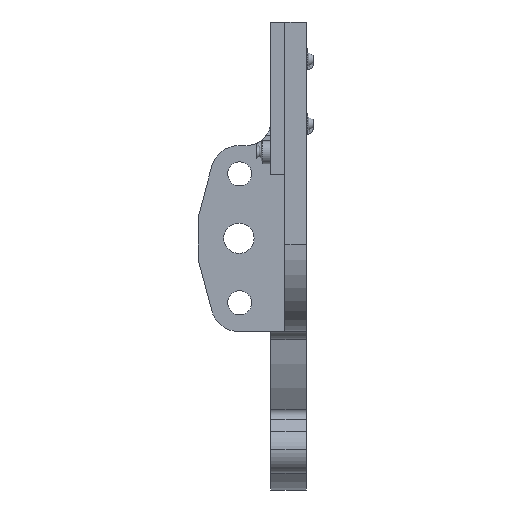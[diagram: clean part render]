
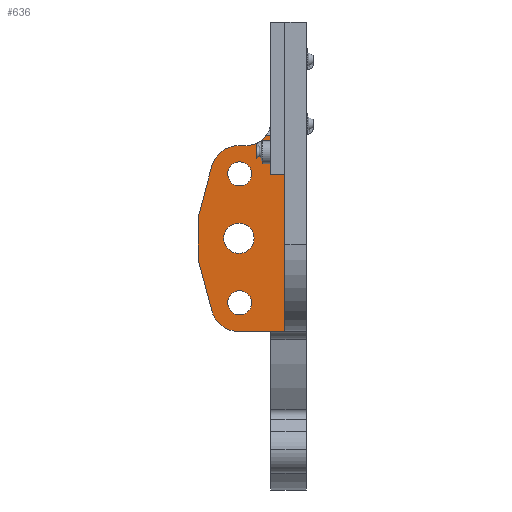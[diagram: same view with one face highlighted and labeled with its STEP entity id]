
A CAD part, front view. The second image highlights one B-rep face of the part: STEP entity #636.
In plain terms, the highlighted planar face has unit normal (0, -1, 0).
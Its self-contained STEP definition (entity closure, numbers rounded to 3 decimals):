
#34=CARTESIAN_POINT('',(40.112,101.33,15.483));
#35=VERTEX_POINT('',#34);
#75=CARTESIAN_POINT('',(40.112,101.33,37.425));
#76=VERTEX_POINT('',#75);
#83=CARTESIAN_POINT('',(40.112,101.33,37.425));
#84=DIRECTION('',(0.,0.,-1.));
#85=VECTOR('',#84,21.942);
#86=LINE('',#83,#85);
#87=EDGE_CURVE('',#76,#35,#86,.T.);
#407=CARTESIAN_POINT('',(28.036,101.33,31.532));
#408=VERTEX_POINT('',#407);
#423=CARTESIAN_POINT('',(28.036,101.33,25.438));
#424=VERTEX_POINT('',#423);
#431=CARTESIAN_POINT('',(28.036,101.33,31.532));
#432=DIRECTION('',(0.,0.,-1.));
#433=VECTOR('',#432,6.094);
#434=LINE('',#431,#433);
#435=EDGE_CURVE('',#408,#424,#434,.T.);
#445=CARTESIAN_POINT('',(34.836,101.33,41.455));
#446=VERTEX_POINT('',#445);
#447=CARTESIAN_POINT('',(33.744,101.33,41.455));
#448=VERTEX_POINT('',#447);
#449=CARTESIAN_POINT('',(34.836,101.33,41.455));
#450=DIRECTION('',(-1.,0.,0.));
#451=VECTOR('',#450,1.091);
#452=LINE('',#449,#451);
#453=EDGE_CURVE('',#446,#448,#452,.T.);
#480=CARTESIAN_POINT('',(43.136,101.33,41.099));
#481=DIRECTION('',(0.,-1.,0.));
#482=DIRECTION('',(0.,0.,-1.));
#483=AXIS2_PLACEMENT_3D('',#480,#481,#482);
#484=PLANE('',#483);
#485=CARTESIAN_POINT('',(33.7,101.33,30.621));
#486=VERTEX_POINT('',#485);
#487=CARTESIAN_POINT('',(33.7,101.33,26.379));
#488=VERTEX_POINT('',#487);
#489=CARTESIAN_POINT('',(33.7,101.33,28.5));
#490=DIRECTION('',(0.,-1.,0.));
#491=DIRECTION('',(0.,0.,-1.));
#492=AXIS2_PLACEMENT_3D('',#489,#490,#491);
#493=CIRCLE('',#492,2.121);
#494=EDGE_CURVE('',#486,#488,#493,.T.);
#495=ORIENTED_EDGE('',*,*,#494,.F.);
#496=CARTESIAN_POINT('',(33.7,101.33,28.5));
#497=DIRECTION('',(0.,-1.,0.));
#498=DIRECTION('',(0.,0.,-1.));
#499=AXIS2_PLACEMENT_3D('',#496,#497,#498);
#500=CIRCLE('',#499,2.121);
#501=EDGE_CURVE('',#488,#486,#500,.T.);
#502=ORIENTED_EDGE('',*,*,#501,.F.);
#503=EDGE_LOOP('',(#495,#502));
#504=FACE_BOUND('',#503,.T.);
#505=CARTESIAN_POINT('',(33.8,101.33,21.18));
#506=VERTEX_POINT('',#505);
#507=CARTESIAN_POINT('',(33.8,101.33,17.82));
#508=VERTEX_POINT('',#507);
#509=CARTESIAN_POINT('',(33.8,101.33,19.5));
#510=DIRECTION('',(0.,-1.,0.));
#511=DIRECTION('',(0.,0.,-1.));
#512=AXIS2_PLACEMENT_3D('',#509,#510,#511);
#513=CIRCLE('',#512,1.68);
#514=EDGE_CURVE('',#506,#508,#513,.T.);
#515=ORIENTED_EDGE('',*,*,#514,.F.);
#516=CARTESIAN_POINT('',(33.8,101.33,19.5));
#517=DIRECTION('',(0.,-1.,0.));
#518=DIRECTION('',(0.,0.,-1.));
#519=AXIS2_PLACEMENT_3D('',#516,#517,#518);
#520=CIRCLE('',#519,1.68);
#521=EDGE_CURVE('',#508,#506,#520,.T.);
#522=ORIENTED_EDGE('',*,*,#521,.F.);
#523=EDGE_LOOP('',(#515,#522));
#524=FACE_BOUND('',#523,.T.);
#525=CARTESIAN_POINT('',(33.8,101.33,39.18));
#526=VERTEX_POINT('',#525);
#527=CARTESIAN_POINT('',(33.8,101.33,35.82));
#528=VERTEX_POINT('',#527);
#529=CARTESIAN_POINT('',(33.8,101.33,37.5));
#530=DIRECTION('',(0.,-1.,0.));
#531=DIRECTION('',(0.,0.,-1.));
#532=AXIS2_PLACEMENT_3D('',#529,#530,#531);
#533=CIRCLE('',#532,1.68);
#534=EDGE_CURVE('',#526,#528,#533,.T.);
#535=ORIENTED_EDGE('',*,*,#534,.F.);
#536=CARTESIAN_POINT('',(33.8,101.33,37.5));
#537=DIRECTION('',(0.,-1.,0.));
#538=DIRECTION('',(0.,0.,-1.));
#539=AXIS2_PLACEMENT_3D('',#536,#537,#538);
#540=CIRCLE('',#539,1.68);
#541=EDGE_CURVE('',#528,#526,#540,.T.);
#542=ORIENTED_EDGE('',*,*,#541,.F.);
#543=EDGE_LOOP('',(#535,#542));
#544=FACE_BOUND('',#543,.T.);
#545=CARTESIAN_POINT('',(37.492,101.33,42.797));
#546=VERTEX_POINT('',#545);
#547=CARTESIAN_POINT('',(38.136,101.33,42.797));
#548=VERTEX_POINT('',#547);
#549=CARTESIAN_POINT('',(37.492,101.33,42.797));
#550=DIRECTION('',(1.,-0.,-0.));
#551=VECTOR('',#550,0.643);
#552=LINE('',#549,#551);
#553=EDGE_CURVE('',#546,#548,#552,.T.);
#554=ORIENTED_EDGE('',*,*,#553,.F.);
#555=CARTESIAN_POINT('',(34.836,101.33,44.755));
#556=DIRECTION('',(-0.,1.,-0.));
#557=DIRECTION('',(0.,0.,-1.));
#558=AXIS2_PLACEMENT_3D('',#555,#556,#557);
#559=CIRCLE('',#558,3.3);
#560=EDGE_CURVE('',#546,#446,#559,.T.);
#561=ORIENTED_EDGE('',*,*,#560,.T.);
#562=ORIENTED_EDGE('',*,*,#453,.T.);
#563=CARTESIAN_POINT('',(29.875,101.33,38.469));
#564=VERTEX_POINT('',#563);
#565=CARTESIAN_POINT('',(33.744,101.33,37.455));
#566=DIRECTION('',(0.,-1.,0.));
#567=DIRECTION('',(0.,0.,-1.));
#568=AXIS2_PLACEMENT_3D('',#565,#566,#567);
#569=CIRCLE('',#568,4.);
#570=EDGE_CURVE('',#448,#564,#569,.T.);
#571=ORIENTED_EDGE('',*,*,#570,.T.);
#572=CARTESIAN_POINT('',(28.991,101.33,35.096));
#573=VERTEX_POINT('',#572);
#574=CARTESIAN_POINT('',(29.875,101.33,38.469));
#575=DIRECTION('',(-0.253,0.,-0.967));
#576=VECTOR('',#575,3.487);
#577=LINE('',#574,#576);
#578=EDGE_CURVE('',#564,#573,#577,.T.);
#579=ORIENTED_EDGE('',*,*,#578,.T.);
#580=CARTESIAN_POINT('',(28.036,101.33,31.532));
#581=VERTEX_POINT('',#580);
#582=CARTESIAN_POINT('',(28.036,101.33,31.532));
#583=DIRECTION('',(0.259,0.,0.966));
#584=VECTOR('',#583,3.689);
#585=LINE('',#582,#584);
#586=EDGE_CURVE('',#581,#573,#585,.T.);
#587=ORIENTED_EDGE('',*,*,#586,.F.);
#588=CARTESIAN_POINT('',(28.036,101.33,31.532));
#589=CARTESIAN_POINT('',(28.036,101.33,31.532));
#590=CARTESIAN_POINT('',(28.036,101.33,31.532));
#591=CARTESIAN_POINT('',(28.036,101.33,31.532));
#592=(BOUNDED_CURVE()
B_SPLINE_CURVE(3,(#588,#589,#590,#591),.UNSPECIFIED.,.F.,.F.)
B_SPLINE_CURVE_WITH_KNOTS((4,4),(0.612,0.612),.UNSPECIFIED.)
CURVE()
GEOMETRIC_REPRESENTATION_ITEM()
RATIONAL_B_SPLINE_CURVE((0.72,0.72,0.72,0.72))
REPRESENTATION_ITEM(''));
#593=EDGE_CURVE('',#581,#408,#592,.T.);
#594=ORIENTED_EDGE('',*,*,#593,.T.);
#595=ORIENTED_EDGE('',*,*,#435,.T.);
#596=CARTESIAN_POINT('',(29.918,101.33,18.378));
#597=VERTEX_POINT('',#596);
#598=CARTESIAN_POINT('',(29.918,101.33,18.378));
#599=DIRECTION('',(-0.258,0.,0.966));
#600=VECTOR('',#599,7.307);
#601=LINE('',#598,#600);
#602=EDGE_CURVE('',#597,#424,#601,.T.);
#603=ORIENTED_EDGE('',*,*,#602,.F.);
#604=CARTESIAN_POINT('',(33.687,101.33,15.483));
#605=VERTEX_POINT('',#604);
#606=CARTESIAN_POINT('',(33.687,101.33,19.383));
#607=DIRECTION('',(0.,-1.,0.));
#608=DIRECTION('',(0.,0.,-1.));
#609=AXIS2_PLACEMENT_3D('',#606,#607,#608);
#610=CIRCLE('',#609,3.9);
#611=EDGE_CURVE('',#597,#605,#610,.T.);
#612=ORIENTED_EDGE('',*,*,#611,.T.);
#613=CARTESIAN_POINT('',(33.687,101.33,15.483));
#614=DIRECTION('',(1.,-0.,-0.));
#615=VECTOR('',#614,6.426);
#616=LINE('',#613,#615);
#617=EDGE_CURVE('',#605,#35,#616,.T.);
#618=ORIENTED_EDGE('',*,*,#617,.T.);
#619=ORIENTED_EDGE('',*,*,#87,.F.);
#620=CARTESIAN_POINT('',(38.136,101.33,37.425));
#621=VERTEX_POINT('',#620);
#622=CARTESIAN_POINT('',(40.112,101.33,37.425));
#623=DIRECTION('',(-1.,0.,0.));
#624=VECTOR('',#623,1.977);
#625=LINE('',#622,#624);
#626=EDGE_CURVE('',#76,#621,#625,.T.);
#627=ORIENTED_EDGE('',*,*,#626,.T.);
#628=CARTESIAN_POINT('',(38.136,101.33,42.797));
#629=DIRECTION('',(0.,0.,-1.));
#630=VECTOR('',#629,5.372);
#631=LINE('',#628,#630);
#632=EDGE_CURVE('',#548,#621,#631,.T.);
#633=ORIENTED_EDGE('',*,*,#632,.F.);
#634=EDGE_LOOP('',(#554,#561,#562,#571,#579,#587,#594,#595,#603,#612,#618,#619,#627,#633));
#635=FACE_BOUND('',#634,.T.);
#636=ADVANCED_FACE('',(#504,#524,#544,#635),#484,.T.);
